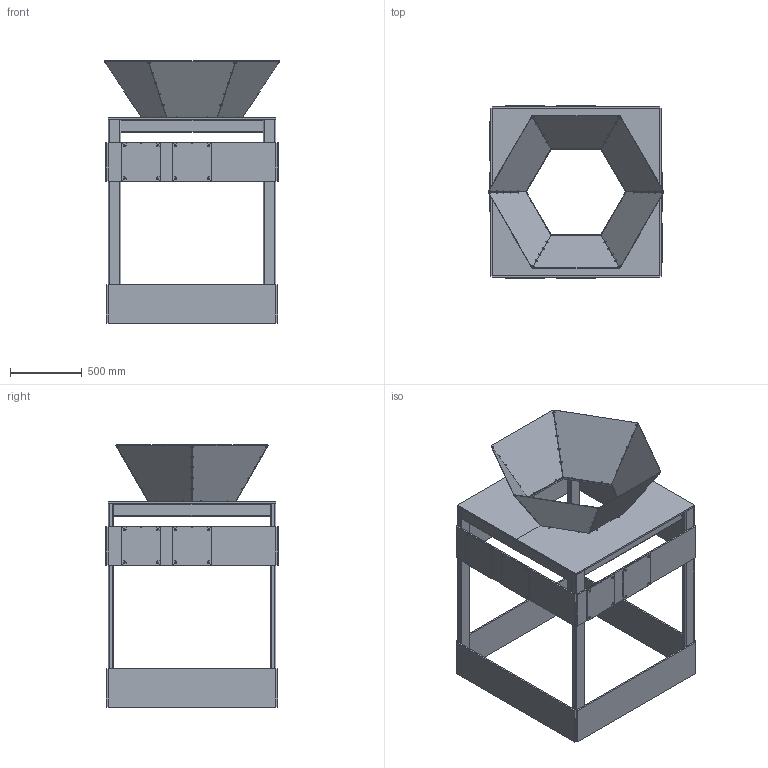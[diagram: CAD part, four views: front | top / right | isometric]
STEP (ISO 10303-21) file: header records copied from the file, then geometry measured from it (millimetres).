
FILE_DESCRIPTION(/* description */ ('STEP AP242 Edition 2','CAx-IF Rec.Pracs.---Representation and Presentation of Product Manufacturing Information (PMI)---4.0---2014-10-13','CAx-IF Rec.Pracs.---3D Tessellated Geometry---0.4---2014-09-14','2;1','CAx-IF Rec.Pracs.---User Defined Attributes---1.5---2016-08-15'),/* implementation_level */ '2;1');
FILE_NAME(/* name */ '6965702a7cc687365ce4f571',/* time_stamp */ '2026-01-12T22:05:31Z',/* author */ (''),/* organization */ (''),/* preprocessor_version */ 'ST-DEVELOPER v20',/* originating_system */ 'ONSHAPE BY PTC INC, 1.209',/* authorisation */ ' ');
FILE_SCHEMA (('AP242_MANAGED_MODEL_BASED_3D_ENGINEERING_MIM_LF { 1 0 10303 442 3 1 4 }'));
Length unit declared in the file: metre
Products named in the file (25): TE-26300: TE Hub; TE-26303: Hub Main Horizontal Beam; TE-26301: Hub Main Vertical Beam; TE-26306: Hub April Tag Plate; TE-26305: Hub Bottom Support Plate; FE-00083-ID11: AprilTag, ID 11 <1>; FE-00083-ID11-Vinyl: AprilTag Vinyl; FE-00082: AprilTag Base Poly; FE-00083-ID8: AprilTag, ID 8 <1>; FE-00083-ID8-Vinyl: AprilTag Vinyl; FE-00083-ID2: AprilTag, ID 2 <1>; FE-00083-ID2-Vinyl: AprilTag Vinyl; FE-00083-ID9: AprilTag, ID 9 <1>; FE-00083-ID9-Vinyl: AprilTag Vinyl; FE-00083-ID10: AprilTag, ID 10 <1>; FE-00083-ID10-Vinyl: AprilTag Vinyl; FE-00083-ID3: AprilTag, ID 3 <1>; FE-00083-ID3-Vinyl: AprilTag Vinyl; FE-00083-ID5: AprilTag, ID 5 <1>; FE-00083-ID5-Vinyl: AprilTag Vinyl; FE-00083-ID4: AprilTag, ID 4 <1>; FE-00083-ID4-Vinyl: AprilTag Vinyl; TE-26302: Hub Top Assembly <1>; GE-26329: Hub Funnel Side; TE-26304: Hub Top Funnel Plate
Assembly tree (59 placements, depth 3):
  TE-26300: TE Hub
    TE-26303: Hub Main Horizontal Beam  x2
    TE-26301: Hub Main Vertical Beam  x4
    TE-26306: Hub April Tag Plate  x4
    TE-26305: Hub Bottom Support Plate  x4
    FE-00083-ID11: AprilTag, ID 11 <1>
      FE-00083-ID11-Vinyl: AprilTag Vinyl  x2
      FE-00082: AprilTag Base Poly
    FE-00083-ID8: AprilTag, ID 8 <1>
      FE-00083-ID8-Vinyl: AprilTag Vinyl  x2
      FE-00082: AprilTag Base Poly
    FE-00083-ID2: AprilTag, ID 2 <1>
      FE-00082: AprilTag Base Poly
      FE-00083-ID2-Vinyl: AprilTag Vinyl  x2
    FE-00083-ID9: AprilTag, ID 9 <1>
      FE-00083-ID9-Vinyl: AprilTag Vinyl  x2
      FE-00082: AprilTag Base Poly
    FE-00083-ID10: AprilTag, ID 10 <1>
      FE-00082: AprilTag Base Poly
      FE-00083-ID10-Vinyl: AprilTag Vinyl  x2
    FE-00083-ID3: AprilTag, ID 3 <1>
      FE-00082: AprilTag Base Poly
      FE-00083-ID3-Vinyl: AprilTag Vinyl  x2
    FE-00083-ID5: AprilTag, ID 5 <1>
      FE-00083-ID5-Vinyl: AprilTag Vinyl  x2
      FE-00082: AprilTag Base Poly
    FE-00083-ID4: AprilTag, ID 4 <1>
      FE-00083-ID4-Vinyl: AprilTag Vinyl  x2
      FE-00082: AprilTag Base Poly
    TE-26302: Hub Top Assembly <1>
      GE-26329: Hub Funnel Side  x6
      TE-26304: Hub Top Funnel Plate  x2
      TE-26303: Hub Main Horizontal Beam  x4
Bounding box: 1225.55 x 1206.8 x 1828.8 mm (x, y, z)
Volume: 90986861.9 mm3; surface area: 16555420.4 mm2
Topology: 50 solids, 50 shells, 840 faces, 2304 edges, 1564 vertices
Faces by surface type: plane 460, cylinder 380
Full cylindrical faces by diameter (mm): 6.35 x72, 6.756 x76
Entity records: 9334 total; most frequent: DIRECTION 1570, CARTESIAN_POINT 1512, ORIENTED_EDGE 1392, EDGE_CURVE 696, AXIS2_PLACEMENT_3D 542, LINE 486, VECTOR 486, VERTEX_POINT 484
